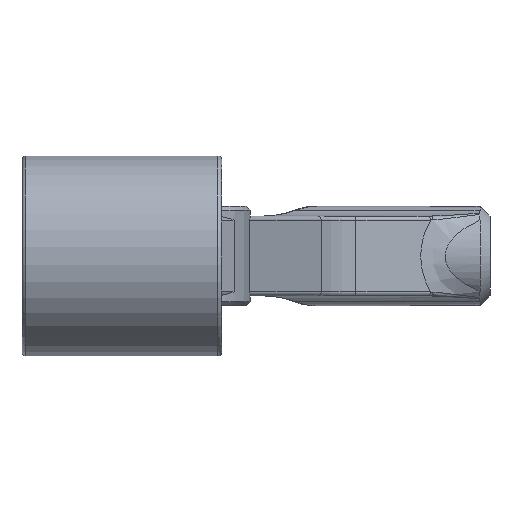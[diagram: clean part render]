
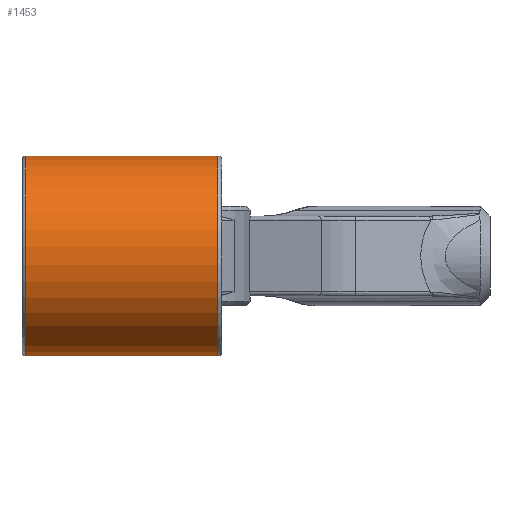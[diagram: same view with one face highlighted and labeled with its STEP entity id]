
A CAD part, left-side view. The second image highlights one B-rep face of the part: STEP entity #1453.
In plain terms, the highlighted cylindrical face has radius 5.017 mm (diameter 10.035 mm), a partial arc.
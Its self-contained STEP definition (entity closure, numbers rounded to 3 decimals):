
#164=FACE_OUTER_BOUND('',#256,.T.);
#256=EDGE_LOOP('',(#1242,#1243,#1244,#1245));
#307=CIRCLE('',#1534,5.017);
#337=CIRCLE('',#1595,5.017);
#462=LINE('',#3075,#533);
#466=LINE('',#3087,#537);
#533=VECTOR('',#1959,10.);
#537=VECTOR('',#1973,10.);
#609=VERTEX_POINT('',#2489);
#612=VERTEX_POINT('',#2502);
#656=VERTEX_POINT('',#2911);
#664=VERTEX_POINT('',#2991);
#763=EDGE_CURVE('',#609,#612,#307,.T.);
#841=EDGE_CURVE('',#664,#656,#337,.T.);
#859=EDGE_CURVE('',#656,#609,#462,.T.);
#865=EDGE_CURVE('',#612,#664,#466,.T.);
#1242=ORIENTED_EDGE('',*,*,#763,.F.);
#1243=ORIENTED_EDGE('',*,*,#859,.F.);
#1244=ORIENTED_EDGE('',*,*,#841,.F.);
#1245=ORIENTED_EDGE('',*,*,#865,.F.);
#1377=CYLINDRICAL_SURFACE('',#1629,5.017);
#1453=ADVANCED_FACE('',(#164),#1377,.T.);
#1534=AXIS2_PLACEMENT_3D('',#2506,#1774,#1775);
#1595=AXIS2_PLACEMENT_3D('',#2993,#1918,#1919);
#1629=AXIS2_PLACEMENT_3D('',#3112,#2006,#2007);
#1774=DIRECTION('center_axis',(0.,-1.,0.));
#1775=DIRECTION('ref_axis',(-1.,0.,0.));
#1918=DIRECTION('center_axis',(0.,1.,0.));
#1919=DIRECTION('ref_axis',(-1.,0.,0.));
#1959=DIRECTION('',(0.,-1.,0.));
#1973=DIRECTION('',(0.,1.,0.));
#2006=DIRECTION('center_axis',(0.,1.,0.));
#2007=DIRECTION('ref_axis',(-1.,0.,0.));
#2489=CARTESIAN_POINT('',(4.517,116.129,3.643));
#2502=CARTESIAN_POINT('',(4.517,116.129,-3.643));
#2506=CARTESIAN_POINT('Origin',(1.067,116.129,0.));
#2911=CARTESIAN_POINT('',(4.517,125.729,3.643));
#2991=CARTESIAN_POINT('',(4.517,125.729,-3.643));
#2993=CARTESIAN_POINT('Origin',(1.067,125.729,0.));
#3075=CARTESIAN_POINT('',(4.517,120.929,3.643));
#3087=CARTESIAN_POINT('',(4.517,120.929,-3.643));
#3112=CARTESIAN_POINT('Origin',(1.067,120.929,0.));
